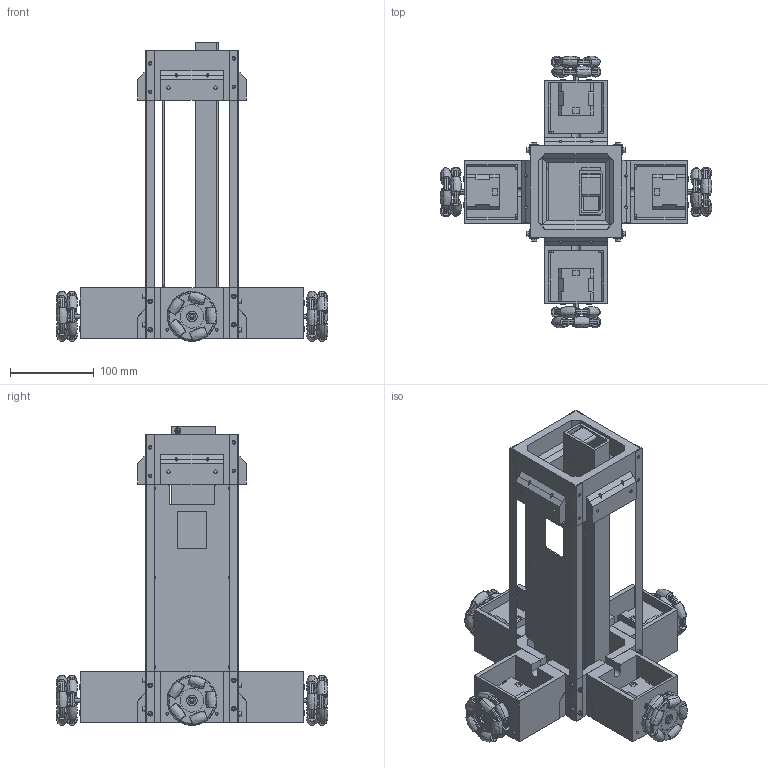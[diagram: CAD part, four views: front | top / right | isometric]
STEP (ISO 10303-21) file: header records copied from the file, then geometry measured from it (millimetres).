
FILE_DESCRIPTION(('CATIA V5 STEP Exchange','CAx-IF Rec.Pracs.--- Model Styling and Organization---1.4--- 2014-01-23'),'2;1');
FILE_NAME('ezBot.stp','2023-11-15T09:34:44+00:00',('none'),('none'),'CATIA Version 5-6 Release 2018 SP4','CATIA V5 STEP AP214','none');
FILE_SCHEMA(('AUTOMOTIVE_DESIGN { 1 0 10303 214 1 1 1 1 }'));
Length unit declared in the file: millimetre
Products named in the file (43): ezBot; MotorAndWheelAssembly; 60mm-holonomic_wheel; Single-wheel; Plaque_mid_wheel; Roller; Side_plate; Single-wheel_1; Nema17; PropulsionModuleChassis; M3_CapHead_12mm; M3_insert; M3_CounterSunk_8mm; MotorAndWheelAssembly_1; 60mm-holonomic_wheel_1; Single-wheel_2; Single-wheel_3; MotorAndWheelAssembly_2; 60mm-holonomic_wheel_2; Single-wheel_4; Single-wheel_5; MotorAndWheelAssembly_3; 60mm-holonomic_wheel_3; Single-wheel_6; Single-wheel_7; CenterBase; CenterChassis; M3_CapHead_20mm; RailsCenter; RailNE; RailNW; RailSE; RailSW; M3_CapHead_8mm; TopCenter; TopCenterChassis; PCBPlaceHolder; batteryPrototype; 21700cell; OuterBatteryCase ...
Assembly tree (192 placements, depth 5):
  ezBot
    MotorAndWheelAssembly
      60mm-holonomic_wheel
        Single-wheel
          Plaque_mid_wheel
          Roller  x5
          Side_plate  x2
        Single-wheel_1
          Plaque_mid_wheel
          Roller  x5
          Side_plate  x2
      Nema17
      PropulsionModuleChassis
      M3_CapHead_12mm  x2
      M3_insert  x2
      M3_CounterSunk_8mm  x4
    MotorAndWheelAssembly_1
      60mm-holonomic_wheel_1
        Single-wheel_2
          Plaque_mid_wheel
          Roller  x5
          Side_plate  x2
        Single-wheel_3
          Plaque_mid_wheel
          Roller  x5
          Side_plate  x2
      Nema17
      PropulsionModuleChassis
      M3_CapHead_12mm  x2
      M3_insert  x2
      M3_CounterSunk_8mm  x4
    MotorAndWheelAssembly_2
      60mm-holonomic_wheel_2
        Single-wheel_4
          Plaque_mid_wheel
          Roller  x5
          Side_plate  x2
        Single-wheel_5
          Plaque_mid_wheel
          Roller  x5
          Side_plate  x2
      Nema17
      PropulsionModuleChassis
      M3_CapHead_12mm  x2
      M3_insert  x2
      M3_CounterSunk_8mm  x4
    MotorAndWheelAssembly_3
      60mm-holonomic_wheel_3
        Single-wheel_6
          Plaque_mid_wheel
          Roller  x5
          Side_plate  x2
        Single-wheel_7
          Plaque_mid_wheel
          Roller  x5
          Side_plate  x2
      Nema17
      PropulsionModuleChassis
      M3_CapHead_12mm  x2
      M3_insert  x2
Bounding box: 325.19 x 325.19 x 357.82 mm (x, y, z)
Volume: 2064434.4 mm3; surface area: 728927.9 mm2
Topology: 172 solids, 172 shells, 3322 faces, 7626 edges, 4852 vertices
Faces by surface type: plane 1817, cylinder 965, cone 184, extrusion 160, torus 116, revolution 80
Entity records: 27177 total; most frequent: CARTESIAN_POINT 5391, ORIENTED_EDGE 4248, DIRECTION 3984, EDGE_CURVE 2124, AXIS2_PLACEMENT_3D 1723, VERTEX_POINT 1379, VECTOR 1263, LINE 1253
